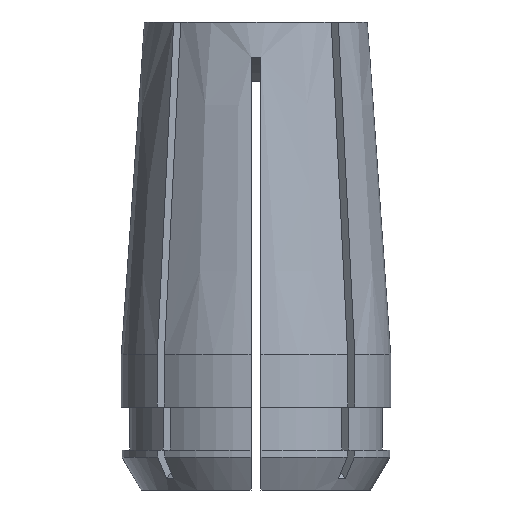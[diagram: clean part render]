
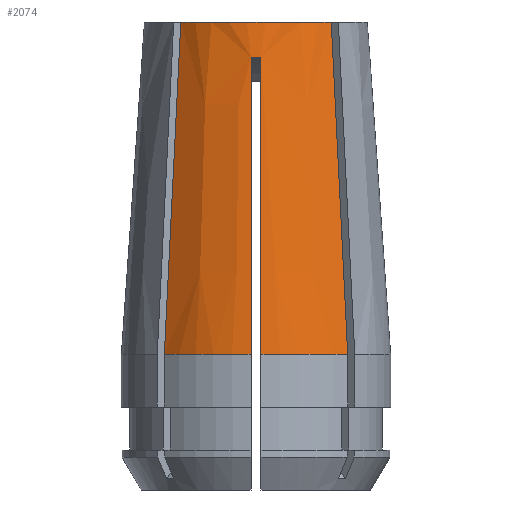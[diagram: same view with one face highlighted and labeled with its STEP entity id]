
A CAD part, front view. The second image highlights one B-rep face of the part: STEP entity #2074.
In plain terms, the highlighted conical face has half-angle 4.001 degrees and reference radius 13.487 mm.
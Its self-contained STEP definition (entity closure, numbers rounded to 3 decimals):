
#2 = FACE_OUTER_BOUND ( 'NONE', #2628, .T. ) ;
#22 = CARTESIAN_POINT ( 'NONE',  ( -8.347, -9.054, -16.471 ) ) ;
#90 = VERTEX_POINT ( 'NONE', #2950 ) ;
#96 = ORIENTED_EDGE ( 'NONE', *, *, #1947, .T. ) ;
#138 = CARTESIAN_POINT ( 'NONE',  ( 0.5, -13.376, -31.787 ) ) ;
#161 = CARTESIAN_POINT ( 'NONE',  ( 0., 0., -33.24 ) ) ;
#200 = CARTESIAN_POINT ( 'NONE',  ( -0.167, -11.41, -3.498 ) ) ;
#223 = CARTESIAN_POINT ( 'NONE',  ( 7.665, -8.372, -2.696 ) ) ;
#259 = CARTESIAN_POINT ( 'NONE',  ( -0.5, -13.274, -30.333 ) ) ;
#267 = EDGE_CURVE ( 'NONE', #90, #2760, #1843, .T. ) ;
#321 = VERTEX_POINT ( 'NONE', #444 ) ;
#333 = AXIS2_PLACEMENT_3D ( 'NONE', #984, #1364, #1608 ) ;
#346 = VERTEX_POINT ( 'NONE', #2805 ) ;
#397 = VERTEX_POINT ( 'NONE', #2836 ) ;
#405 = CARTESIAN_POINT ( 'NONE',  ( 0.5, -11.433, -4.033 ) ) ;
#408 = CIRCLE ( 'NONE', #2703, 13.487 ) ;
#438 = CARTESIAN_POINT ( 'NONE',  ( 8.762, -9.469, -24.856 ) ) ;
#444 = CARTESIAN_POINT ( 'NONE',  ( 0.5, -13.478, -33.24 ) ) ;
#470 = CARTESIAN_POINT ( 'NONE',  ( -0.5, -11.433, -4.033 ) ) ;
#498 = CARTESIAN_POINT ( 'NONE',  ( -7.798, -8.505, -5.391 ) ) ;
#595 = CARTESIAN_POINT ( 'NONE',  ( 0.5, -11.451, -4.296 ) ) ;
#600 = ORIENTED_EDGE ( 'NONE', *, *, #2629, .F. ) ;
#637 = ORIENTED_EDGE ( 'NONE', *, *, #890, .T. ) ;
#642 = CARTESIAN_POINT ( 'NONE',  ( 0.5, -11.396, -3.507 ) ) ;
#651 = CARTESIAN_POINT ( 'NONE',  ( 0.167, -11.41, -3.498 ) ) ;
#712 = CARTESIAN_POINT ( 'NONE',  ( -0.5, -12.025, -12.49 ) ) ;
#722 = ORIENTED_EDGE ( 'NONE', *, *, #1966, .T. ) ;
#736 = DIRECTION ( 'NONE',  ( 0., 0., 1. ) ) ;
#764 = ORIENTED_EDGE ( 'NONE', *, *, #1768, .F. ) ;
#777 = CIRCLE ( 'NONE', #2796, 11.162 ) ;
#781 = EDGE_CURVE ( 'NONE', #1472, #1337, #2543, .T. ) ;
#835 = CARTESIAN_POINT ( 'NONE',  ( 0.5, -13.173, -28.88 ) ) ;
#849 = CONICAL_SURFACE ( 'NONE', #333, 13.487, 0.07 ) ;
#890 = EDGE_CURVE ( 'NONE', #321, #1472, #2504, .T. ) ;
#926 = CARTESIAN_POINT ( 'NONE',  ( 9.177, -9.884, -33.24 ) ) ;
#984 = CARTESIAN_POINT ( 'NONE',  ( 0., 0., -33.24 ) ) ;
#1087 = CARTESIAN_POINT ( 'NONE',  ( 0.5, -13.274, -30.333 ) ) ;
#1178 = CARTESIAN_POINT ( 'NONE',  ( -7.932, -8.639, -8.087 ) ) ;
#1309 = CARTESIAN_POINT ( 'NONE',  ( 0.5, -12.599, -20.685 ) ) ;
#1319 = CARTESIAN_POINT ( 'NONE',  ( 0.5, -12.025, -12.49 ) ) ;
#1337 = VERTEX_POINT ( 'NONE', #2895 ) ;
#1339 = DIRECTION ( 'NONE',  ( 0., 0., 1. ) ) ;
#1364 = DIRECTION ( 'NONE',  ( 0., 0., -1. ) ) ;
#1379 = CARTESIAN_POINT ( 'NONE',  ( -0.5, -11.396, -3.507 ) ) ;
#1472 = VERTEX_POINT ( 'NONE', #2235 ) ;
#1480 = VERTEX_POINT ( 'NONE', #1998 ) ;
#1608 = DIRECTION ( 'NONE',  ( -1., 0., 0. ) ) ;
#1652 = B_SPLINE_CURVE_WITH_KNOTS ( 'NONE', 3,
 ( #2584, #2350, #259, #1875, #2112, #712, #2363, #470, #1908, #2843 ),
 .UNSPECIFIED., .F., .F.,
 ( 4, 3, 3, 4 ),
 ( 0.02, 0.025, 0.049, 0.05 ),
 .UNSPECIFIED. ) ;
#1768 = EDGE_CURVE ( 'NONE', #321, #2760, #3025, .T. ) ;
#1822 = ORIENTED_EDGE ( 'NONE', *, *, #781, .T. ) ;
#1843 = B_SPLINE_CURVE_WITH_KNOTS ( 'NONE', 3,
 ( #1379, #200, #651, #2769 ),
 .UNSPECIFIED., .F., .F.,
 ( 4, 4 ),
 ( 0., 0.001 ),
 .UNSPECIFIED. ) ;
#1875 = CARTESIAN_POINT ( 'NONE',  ( -0.5, -13.173, -28.88 ) ) ;
#1877 = CARTESIAN_POINT ( 'NONE',  ( -8.762, -9.469, -24.856 ) ) ;
#1896 = ORIENTED_EDGE ( 'NONE', *, *, #2875, .F. ) ;
#1908 = CARTESIAN_POINT ( 'NONE',  ( -0.5, -11.415, -3.77 ) ) ;
#1947 = EDGE_CURVE ( 'NONE', #346, #1480, #408, .T. ) ;
#1966 = EDGE_CURVE ( 'NONE', #1480, #90, #1652, .T. ) ;
#1998 = CARTESIAN_POINT ( 'NONE',  ( -0.5, -13.478, -33.24 ) ) ;
#2010 = CARTESIAN_POINT ( 'NONE',  ( 0.5, -13.478, -33.24 ) ) ;
#2074 = ADVANCED_FACE ( 'NONE', ( #2 ), #849, .T. ) ;
#2096 = CARTESIAN_POINT ( 'NONE',  ( 8.347, -9.054, -16.471 ) ) ;
#2112 = CARTESIAN_POINT ( 'NONE',  ( -0.5, -12.599, -20.685 ) ) ;
#2155 = CARTESIAN_POINT ( 'NONE',  ( -9.177, -9.884, -33.24 ) ) ;
#2235 = CARTESIAN_POINT ( 'NONE',  ( 9.177, -9.884, -33.24 ) ) ;
#2332 = CARTESIAN_POINT ( 'NONE',  ( 7.531, -8.238, 0. ) ) ;
#2350 = CARTESIAN_POINT ( 'NONE',  ( -0.5, -13.376, -31.787 ) ) ;
#2363 = CARTESIAN_POINT ( 'NONE',  ( -0.5, -11.451, -4.296 ) ) ;
#2408 = AXIS2_PLACEMENT_3D ( 'NONE', #161, #1339, #2994 ) ;
#2504 = CIRCLE ( 'NONE', #2408, 13.487 ) ;
#2543 = B_SPLINE_CURVE_WITH_KNOTS ( 'NONE', 3,
 ( #926, #438, #2096, #3040, #2554, #223, #2332 ),
 .UNSPECIFIED., .F., .F.,
 ( 4, 3, 4 ),
 ( 0., 0.025, 0.033 ),
 .UNSPECIFIED. ) ;
#2554 = CARTESIAN_POINT ( 'NONE',  ( 7.798, -8.505, -5.391 ) ) ;
#2569 = DIRECTION ( 'NONE',  ( 1., 0., 0. ) ) ;
#2584 = CARTESIAN_POINT ( 'NONE',  ( -0.5, -13.478, -33.24 ) ) ;
#2602 = CARTESIAN_POINT ( 'NONE',  ( 0., 0., -33.24 ) ) ;
#2628 = EDGE_LOOP ( 'NONE', ( #600, #96, #722, #2849, #764, #637, #1822, #1896 ) ) ;
#2629 = EDGE_CURVE ( 'NONE', #346, #397, #2980, .T. ) ;
#2703 = AXIS2_PLACEMENT_3D ( 'NONE', #2602, #2815, #2569 ) ;
#2741 = CARTESIAN_POINT ( 'NONE',  ( 0.5, -11.415, -3.77 ) ) ;
#2760 = VERTEX_POINT ( 'NONE', #3022 ) ;
#2769 = CARTESIAN_POINT ( 'NONE',  ( 0.5, -11.396, -3.507 ) ) ;
#2796 = AXIS2_PLACEMENT_3D ( 'NONE', #2864, #736, #2856 ) ;
#2805 = CARTESIAN_POINT ( 'NONE',  ( -9.177, -9.884, -33.24 ) ) ;
#2815 = DIRECTION ( 'NONE',  ( 0., 0., 1. ) ) ;
#2836 = CARTESIAN_POINT ( 'NONE',  ( -7.531, -8.238, 0. ) ) ;
#2843 = CARTESIAN_POINT ( 'NONE',  ( -0.5, -11.396, -3.507 ) ) ;
#2849 = ORIENTED_EDGE ( 'NONE', *, *, #267, .T. ) ;
#2856 = DIRECTION ( 'NONE',  ( 1., 0., 0. ) ) ;
#2864 = CARTESIAN_POINT ( 'NONE',  ( 0., 0., 0. ) ) ;
#2875 = EDGE_CURVE ( 'NONE', #397, #1337, #777, .T. ) ;
#2895 = CARTESIAN_POINT ( 'NONE',  ( 7.531, -8.238, 0. ) ) ;
#2950 = CARTESIAN_POINT ( 'NONE',  ( -0.5, -11.396, -3.507 ) ) ;
#2980 = B_SPLINE_CURVE_WITH_KNOTS ( 'NONE', 3,
 ( #2155, #1877, #22, #1178, #498, #3047, #3055 ),
 .UNSPECIFIED., .F., .F.,
 ( 4, 3, 4 ),
 ( 0., 0.025, 0.033 ),
 .UNSPECIFIED. ) ;
#2994 = DIRECTION ( 'NONE',  ( 1., 0., 0. ) ) ;
#3022 = CARTESIAN_POINT ( 'NONE',  ( 0.5, -11.396, -3.507 ) ) ;
#3025 = B_SPLINE_CURVE_WITH_KNOTS ( 'NONE', 3,
 ( #2010, #138, #1087, #835, #1309, #1319, #595, #405, #2741, #642 ),
 .UNSPECIFIED., .F., .F.,
 ( 4, 3, 3, 4 ),
 ( 0.02, 0.025, 0.049, 0.05 ),
 .UNSPECIFIED. ) ;
#3040 = CARTESIAN_POINT ( 'NONE',  ( 7.932, -8.639, -8.087 ) ) ;
#3047 = CARTESIAN_POINT ( 'NONE',  ( -7.665, -8.372, -2.696 ) ) ;
#3055 = CARTESIAN_POINT ( 'NONE',  ( -7.531, -8.238, 0. ) ) ;
